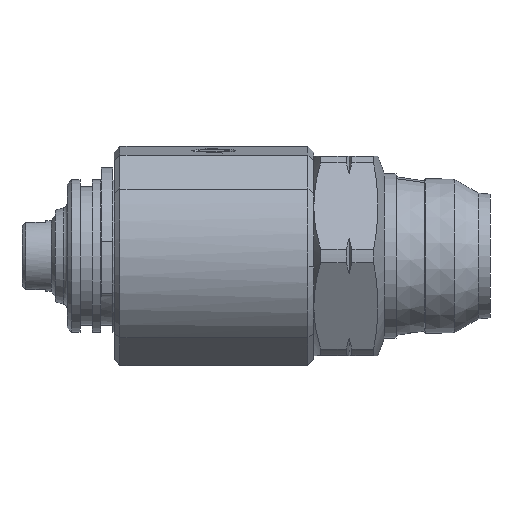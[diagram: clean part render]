
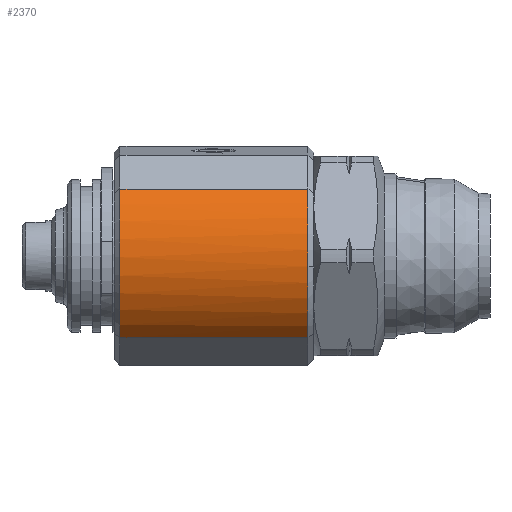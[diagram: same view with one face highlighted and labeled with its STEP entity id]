
A CAD part, left-side view. The second image highlights one B-rep face of the part: STEP entity #2370.
In plain terms, the highlighted cylindrical face has radius 9 mm (diameter 18 mm), a partial arc.
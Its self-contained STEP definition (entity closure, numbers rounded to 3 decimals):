
#180 = AXIS2_PLACEMENT_3D ( 'NONE', #6774, #6775, #6776 ) ;
#238 = AXIS2_PLACEMENT_3D ( 'NONE', #5670, #5671, #5672 ) ;
#239 = AXIS2_PLACEMENT_3D ( 'NONE', #5677, #5678, #5679 ) ;
#577 = VERTEX_POINT ( 'NONE', #5124 ) ;
#584 = VERTEX_POINT ( 'NONE', #5131 ) ;
#585 = VERTEX_POINT ( 'NONE', #5132 ) ;
#878 = CIRCLE ( 'NONE', #180, 9. ) ;
#2214 = ORIENTED_EDGE ( 'NONE', *, *, #2717, .T. ) ;
#2215 = ORIENTED_EDGE ( 'NONE', *, *, #2473, .T. ) ;
#2216 = ORIENTED_EDGE ( 'NONE', *, *, #2719, .T. ) ;
#2217 = ORIENTED_EDGE ( 'NONE', *, *, #2720, .F. ) ;
#2218 = ORIENTED_EDGE ( 'NONE', *, *, #2721, .T. ) ;
#2370 = ADVANCED_FACE ( 'NONE', ( #4264 ), #4267, .T. ) ;
#2473 = EDGE_CURVE ( 'NONE', #3100, #3099, #878, .T. ) ;
#2717 = EDGE_CURVE ( 'NONE', #585, #3100, #3887, .T. ) ;
#2719 = EDGE_CURVE ( 'NONE', #3099, #577, #3891, .T. ) ;
#2720 = EDGE_CURVE ( 'NONE', #584, #577, #3893, .T. ) ;
#2721 = EDGE_CURVE ( 'NONE', #584, #585, #3883, .T. ) ;
#3022 = EDGE_LOOP ( 'NONE', ( #2214, #2215, #2216, #2217, #2218 ) ) ;
#3099 = VERTEX_POINT ( 'NONE', #5741 ) ;
#3100 = VERTEX_POINT ( 'NONE', #5742 ) ;
#3883 = CIRCLE ( 'NONE', #239, 9. ) ;
#3887 = LINE ( 'NONE', #5665, #3890 ) ;
#3890 = VECTOR ( 'NONE', #5666, 1000. ) ;
#3891 = CIRCLE ( 'NONE', #238, 9. ) ;
#3893 = LINE ( 'NONE', #5660, #3894 ) ;
#3894 = VECTOR ( 'NONE', #5674, 1000. ) ;
#4264 = FACE_OUTER_BOUND ( 'NONE', #3022, .T. ) ;
#4267 = CYLINDRICAL_SURFACE ( 'NONE', #4359, 9. ) ;
#4359 = AXIS2_PLACEMENT_3D ( 'NONE', #7211, #7206, #7213 ) ;
#5124 = CARTESIAN_POINT ( 'NONE',  ( -6.965, 15.5, 5.7 ) ) ;
#5131 = CARTESIAN_POINT ( 'NONE',  ( -6.965, 31.5, 5.7 ) ) ;
#5132 = CARTESIAN_POINT ( 'NONE',  ( -5.7, 31.5, -6.965 ) ) ;
#5660 = CARTESIAN_POINT ( 'NONE',  ( -6.965, 33., 5.7 ) ) ;
#5665 = CARTESIAN_POINT ( 'NONE',  ( -5.7, 33., -6.965 ) ) ;
#5666 = DIRECTION ( 'NONE',  ( 0., -1., 0. ) ) ;
#5670 = CARTESIAN_POINT ( 'NONE',  ( 0., 15.5, 0. ) ) ;
#5671 = DIRECTION ( 'NONE',  ( 0., 1., 0. ) ) ;
#5672 = DIRECTION ( 'NONE',  ( -0.995, 0., -0.099 ) ) ;
#5674 = DIRECTION ( 'NONE',  ( 0., -1., 0. ) ) ;
#5677 = CARTESIAN_POINT ( 'NONE',  ( 0., 31.5, 0. ) ) ;
#5678 = DIRECTION ( 'NONE',  ( 0., -1., 0. ) ) ;
#5679 = DIRECTION ( 'NONE',  ( 0.995, 0., 0.099 ) ) ;
#5741 = CARTESIAN_POINT ( 'NONE',  ( -8.955, 15.5, -0.894 ) ) ;
#5742 = CARTESIAN_POINT ( 'NONE',  ( -5.7, 15.5, -6.965 ) ) ;
#6774 = CARTESIAN_POINT ( 'NONE',  ( 0., 15.5, 0. ) ) ;
#6775 = DIRECTION ( 'NONE',  ( 0., 1., 0. ) ) ;
#6776 = DIRECTION ( 'NONE',  ( -0.995, 0., -0.099 ) ) ;
#7206 = DIRECTION ( 'NONE',  ( 0., -1., 0. ) ) ;
#7211 = CARTESIAN_POINT ( 'NONE',  ( 0., 33., 0. ) ) ;
#7213 = DIRECTION ( 'NONE',  ( 0.995, 0., 0.099 ) ) ;
